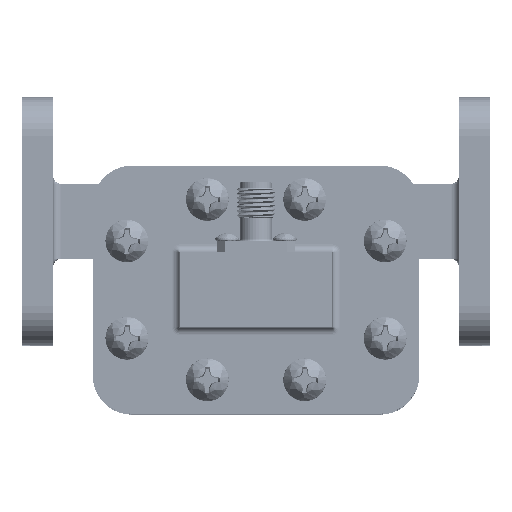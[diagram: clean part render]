
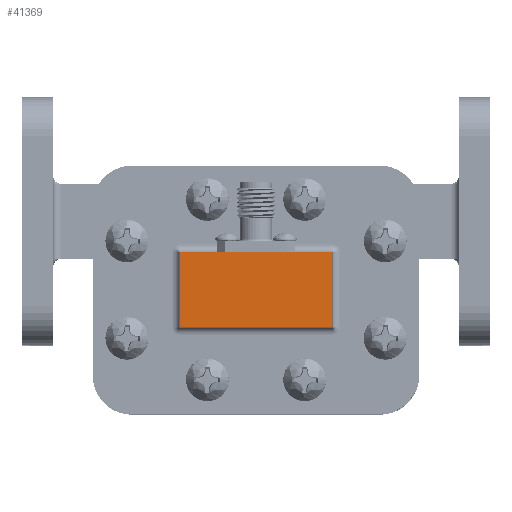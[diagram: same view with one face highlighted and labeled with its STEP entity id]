
A CAD part, top view. The second image highlights one B-rep face of the part: STEP entity #41369.
In plain terms, the highlighted face is planar.
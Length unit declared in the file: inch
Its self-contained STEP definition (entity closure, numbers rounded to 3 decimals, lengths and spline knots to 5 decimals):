
#101 = VECTOR ( 'NONE', #43242, 39.37008 ) ;
#3426 = LINE ( 'NONE', #51915, #101 ) ;
#4028 = EDGE_CURVE ( 'NONE', #50358, #10482, #14370, .T. ) ;
#5828 = EDGE_CURVE ( 'NONE', #10482, #15520, #3426, .T. ) ;
#7275 = PLANE ( 'NONE',  #12327 ) ;
#7338 = ORIENTED_EDGE ( 'NONE', *, *, #5828, .F. ) ;
#9212 = DIRECTION ( 'NONE',  ( 0., -1., 0. ) ) ;
#10482 = VERTEX_POINT ( 'NONE', #51029 ) ;
#12327 = AXIS2_PLACEMENT_3D ( 'NONE', #23971, #49272, #36519 ) ;
#13253 = CARTESIAN_POINT ( 'NONE',  ( -0.49, -0.24, -0.75 ) ) ;
#14370 = LINE ( 'NONE', #21244, #32901 ) ;
#14745 = VECTOR ( 'NONE', #9212, 39.37008 ) ;
#15520 = VERTEX_POINT ( 'NONE', #35986 ) ;
#15744 = ORIENTED_EDGE ( 'NONE', *, *, #47872, .F. ) ;
#17829 = ORIENTED_EDGE ( 'NONE', *, *, #4028, .F. ) ;
#20896 = VECTOR ( 'NONE', #47272, 39.37008 ) ;
#21244 = CARTESIAN_POINT ( 'NONE',  ( 0.49, -0.24, -0.75 ) ) ;
#22046 = LINE ( 'NONE', #26459, #14745 ) ;
#23971 = CARTESIAN_POINT ( 'NONE',  ( 0., 0., -0.75 ) ) ;
#26459 = CARTESIAN_POINT ( 'NONE',  ( -0.49, -0.24, -0.75 ) ) ;
#28028 = EDGE_CURVE ( 'NONE', #40197, #50358, #30776, .T. ) ;
#30776 = LINE ( 'NONE', #13253, #20896 ) ;
#32901 = VECTOR ( 'NONE', #38591, 39.37008 ) ;
#33286 = CARTESIAN_POINT ( 'NONE',  ( -0.49, -0.24, -0.75 ) ) ;
#33691 = EDGE_LOOP ( 'NONE', ( #42253, #15744, #7338, #17829 ) ) ;
#35986 = CARTESIAN_POINT ( 'NONE',  ( -0.49, 0.24, -0.75 ) ) ;
#36519 = DIRECTION ( 'NONE',  ( 1., 0., 0. ) ) ;
#38591 = DIRECTION ( 'NONE',  ( 0., 1., 0. ) ) ;
#40197 = VERTEX_POINT ( 'NONE', #33286 ) ;
#41369 = ADVANCED_FACE ( 'NONE', ( #45440 ), #7275, .F. ) ;
#42253 = ORIENTED_EDGE ( 'NONE', *, *, #28028, .F. ) ;
#43242 = DIRECTION ( 'NONE',  ( -1., 0., 0. ) ) ;
#45440 = FACE_OUTER_BOUND ( 'NONE', #33691, .T. ) ;
#45901 = CARTESIAN_POINT ( 'NONE',  ( 0.49, -0.24, -0.75 ) ) ;
#47272 = DIRECTION ( 'NONE',  ( 1., 0., 0. ) ) ;
#47872 = EDGE_CURVE ( 'NONE', #15520, #40197, #22046, .T. ) ;
#49272 = DIRECTION ( 'NONE',  ( 0., 0., 1. ) ) ;
#50358 = VERTEX_POINT ( 'NONE', #45901 ) ;
#51029 = CARTESIAN_POINT ( 'NONE',  ( 0.49, 0.24, -0.75 ) ) ;
#51915 = CARTESIAN_POINT ( 'NONE',  ( -0.49, 0.24, -0.75 ) ) ;
